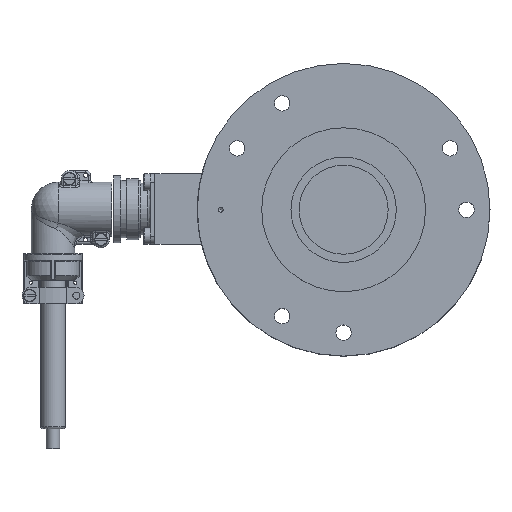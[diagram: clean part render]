
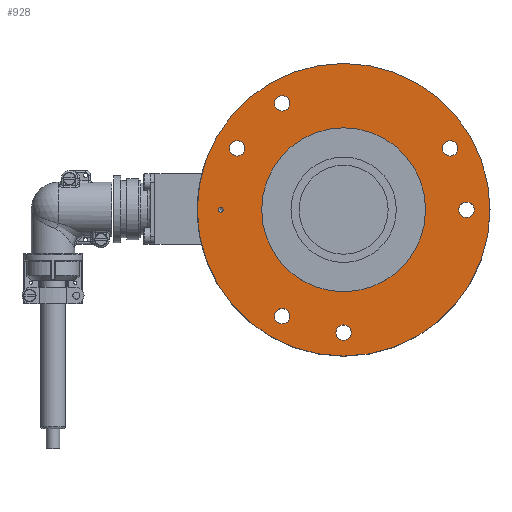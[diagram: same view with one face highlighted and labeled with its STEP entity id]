
A CAD part, top view. The second image highlights one B-rep face of the part: STEP entity #928.
In plain terms, the highlighted planar face has unit normal (0, 0, 1).
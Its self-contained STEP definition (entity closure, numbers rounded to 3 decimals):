
#143 = FACE_BOUND ( 'NONE', #13555, .T. ) ;
#424 = VERTEX_POINT ( 'NONE', #1371 ) ;
#681 = CARTESIAN_POINT ( 'NONE',  ( -45.466, 22.95, 20. ) ) ;
#728 = DIRECTION ( 'NONE',  ( 0., 0., -1. ) ) ;
#809 = VERTEX_POINT ( 'NONE', #3350 ) ;
#868 = AXIS2_PLACEMENT_3D ( 'NONE', #14618, #728, #9648 ) ;
#928 = ADVANCED_FACE ( 'NONE', ( #5401, #4293, #13280, #143, #10577, #15719, #5321, #2686, #7874 ), #6677, .F. ) ;
#964 = EDGE_LOOP ( 'NONE', ( #15094 ) ) ;
#1371 = CARTESIAN_POINT ( 'NONE',  ( 52.5, -3.3, 20. ) ) ;
#1491 = CIRCLE ( 'NONE', #6657, 3.3 ) ;
#1607 = CARTESIAN_POINT ( 'NONE',  ( 45.466, 22.95, 20. ) ) ;
#1745 = CARTESIAN_POINT ( 'NONE',  ( -35., 0., 20. ) ) ;
#1788 = CARTESIAN_POINT ( 'NONE',  ( 0., 0., 20. ) ) ;
#1949 = VERTEX_POINT ( 'NONE', #681 ) ;
#2072 = EDGE_LOOP ( 'NONE', ( #9278 ) ) ;
#2686 = FACE_BOUND ( 'NONE', #2072, .T. ) ;
#2750 = EDGE_LOOP ( 'NONE', ( #11575 ) ) ;
#3054 = AXIS2_PLACEMENT_3D ( 'NONE', #11533, #11204, #16679 ) ;
#3350 = CARTESIAN_POINT ( 'NONE',  ( -52.5, 1., 20. ) ) ;
#3367 = CARTESIAN_POINT ( 'NONE',  ( 52.5, 0., 20. ) ) ;
#3691 = DIRECTION ( 'NONE',  ( 0., 0., -1. ) ) ;
#3831 = AXIS2_PLACEMENT_3D ( 'NONE', #1745, #15553, #4122 ) ;
#4044 = CARTESIAN_POINT ( 'NONE',  ( 45.466, 26.25, 20. ) ) ;
#4122 = DIRECTION ( 'NONE',  ( 0., -1., 0. ) ) ;
#4234 = VERTEX_POINT ( 'NONE', #9428 ) ;
#4238 = ORIENTED_EDGE ( 'NONE', *, *, #4578, .T. ) ;
#4293 = FACE_BOUND ( 'NONE', #12105, .T. ) ;
#4327 = VERTEX_POINT ( 'NONE', #7129 ) ;
#4412 = CARTESIAN_POINT ( 'NONE',  ( 0., -55.8, 20. ) ) ;
#4578 = EDGE_CURVE ( 'NONE', #12088, #12088, #5210, .T. ) ;
#4726 = DIRECTION ( 'NONE',  ( 0., -1., 0. ) ) ;
#4771 = EDGE_LOOP ( 'NONE', ( #10326 ) ) ;
#5077 = DIRECTION ( 'NONE',  ( 0., -1., 0. ) ) ;
#5210 = CIRCLE ( 'NONE', #868, 3.3 ) ;
#5312 = CIRCLE ( 'NONE', #8016, 3.3 ) ;
#5321 = FACE_BOUND ( 'NONE', #4771, .T. ) ;
#5401 = FACE_OUTER_BOUND ( 'NONE', #2750, .T. ) ;
#5584 = DIRECTION ( 'NONE',  ( 0., -1., 0. ) ) ;
#5652 = CARTESIAN_POINT ( 'NONE',  ( -26.25, -48.766, 20. ) ) ;
#6272 = AXIS2_PLACEMENT_3D ( 'NONE', #3367, #12273, #7275 ) ;
#6657 = AXIS2_PLACEMENT_3D ( 'NONE', #6705, #13139, #7737 ) ;
#6677 = PLANE ( 'NONE',  #3831 ) ;
#6705 = CARTESIAN_POINT ( 'NONE',  ( 0., -52.5, 20. ) ) ;
#6721 = DIRECTION ( 'NONE',  ( 0., 1., 0. ) ) ;
#6806 = CIRCLE ( 'NONE', #11939, 3.3 ) ;
#6857 = DIRECTION ( 'NONE',  ( 0., 0., -1. ) ) ;
#6974 = DIRECTION ( 'NONE',  ( 0., 0., 1. ) ) ;
#7040 = ORIENTED_EDGE ( 'NONE', *, *, #10929, .T. ) ;
#7129 = CARTESIAN_POINT ( 'NONE',  ( 0., 62.5, 20. ) ) ;
#7275 = DIRECTION ( 'NONE',  ( 0., -1., 0. ) ) ;
#7349 = ORIENTED_EDGE ( 'NONE', *, *, #15985, .T. ) ;
#7500 = EDGE_CURVE ( 'NONE', #809, #809, #14426, .T. ) ;
#7737 = DIRECTION ( 'NONE',  ( 0., -1., 0. ) ) ;
#7874 = FACE_BOUND ( 'NONE', #964, .T. ) ;
#8016 = AXIS2_PLACEMENT_3D ( 'NONE', #16065, #6857, #5584 ) ;
#8182 = EDGE_LOOP ( 'NONE', ( #4238 ) ) ;
#8410 = VERTEX_POINT ( 'NONE', #4412 ) ;
#8429 = ORIENTED_EDGE ( 'NONE', *, *, #13195, .F. ) ;
#8803 = CARTESIAN_POINT ( 'NONE',  ( -45.466, 26.25, 20. ) ) ;
#9278 = ORIENTED_EDGE ( 'NONE', *, *, #16598, .T. ) ;
#9408 = DIRECTION ( 'NONE',  ( 0., 0., 1. ) ) ;
#9428 = CARTESIAN_POINT ( 'NONE',  ( 0., 35., 20. ) ) ;
#9648 = DIRECTION ( 'NONE',  ( 0., -1., 0. ) ) ;
#10167 = DIRECTION ( 'NONE',  ( 0., 0., -1. ) ) ;
#10326 = ORIENTED_EDGE ( 'NONE', *, *, #16493, .T. ) ;
#10577 = FACE_BOUND ( 'NONE', #8182, .T. ) ;
#10607 = CIRCLE ( 'NONE', #6272, 3.3 ) ;
#10929 = EDGE_CURVE ( 'NONE', #15506, #15506, #6806, .T. ) ;
#11143 = EDGE_CURVE ( 'NONE', #424, #424, #10607, .T. ) ;
#11204 = DIRECTION ( 'NONE',  ( 0., 0., 1. ) ) ;
#11533 = CARTESIAN_POINT ( 'NONE',  ( -52.5, 0., 20. ) ) ;
#11575 = ORIENTED_EDGE ( 'NONE', *, *, #16488, .T. ) ;
#11939 = AXIS2_PLACEMENT_3D ( 'NONE', #4044, #10167, #5077 ) ;
#12088 = VERTEX_POINT ( 'NONE', #5652 ) ;
#12104 = CARTESIAN_POINT ( 'NONE',  ( 0., 0., 20. ) ) ;
#12105 = EDGE_LOOP ( 'NONE', ( #8429 ) ) ;
#12273 = DIRECTION ( 'NONE',  ( 0., 0., -1. ) ) ;
#12292 = VERTEX_POINT ( 'NONE', #13559 ) ;
#12617 = AXIS2_PLACEMENT_3D ( 'NONE', #12104, #9408, #15982 ) ;
#12881 = CIRCLE ( 'NONE', #14767, 3.3 ) ;
#13139 = DIRECTION ( 'NONE',  ( 0., 0., -1. ) ) ;
#13195 = EDGE_CURVE ( 'NONE', #4234, #4234, #15880, .T. ) ;
#13280 = FACE_BOUND ( 'NONE', #15281, .T. ) ;
#13520 = EDGE_LOOP ( 'NONE', ( #7349 ) ) ;
#13555 = EDGE_LOOP ( 'NONE', ( #13571 ) ) ;
#13559 = CARTESIAN_POINT ( 'NONE',  ( -26.25, 42.166, 20. ) ) ;
#13571 = ORIENTED_EDGE ( 'NONE', *, *, #11143, .T. ) ;
#13731 = AXIS2_PLACEMENT_3D ( 'NONE', #1788, #6974, #6721 ) ;
#14426 = CIRCLE ( 'NONE', #3054, 1. ) ;
#14618 = CARTESIAN_POINT ( 'NONE',  ( -26.25, -45.466, 20. ) ) ;
#14767 = AXIS2_PLACEMENT_3D ( 'NONE', #8803, #3691, #4726 ) ;
#15037 = CIRCLE ( 'NONE', #12617, 62.5 ) ;
#15094 = ORIENTED_EDGE ( 'NONE', *, *, #7500, .F. ) ;
#15281 = EDGE_LOOP ( 'NONE', ( #7040 ) ) ;
#15506 = VERTEX_POINT ( 'NONE', #1607 ) ;
#15553 = DIRECTION ( 'NONE',  ( 0., 0., -1. ) ) ;
#15719 = FACE_BOUND ( 'NONE', #13520, .T. ) ;
#15880 = CIRCLE ( 'NONE', #13731, 35. ) ;
#15982 = DIRECTION ( 'NONE',  ( 0., 1., 0. ) ) ;
#15985 = EDGE_CURVE ( 'NONE', #8410, #8410, #1491, .T. ) ;
#16065 = CARTESIAN_POINT ( 'NONE',  ( -26.25, 45.466, 20. ) ) ;
#16488 = EDGE_CURVE ( 'NONE', #4327, #4327, #15037, .T. ) ;
#16493 = EDGE_CURVE ( 'NONE', #12292, #12292, #5312, .T. ) ;
#16598 = EDGE_CURVE ( 'NONE', #1949, #1949, #12881, .T. ) ;
#16679 = DIRECTION ( 'NONE',  ( 0., 1., 0. ) ) ;
